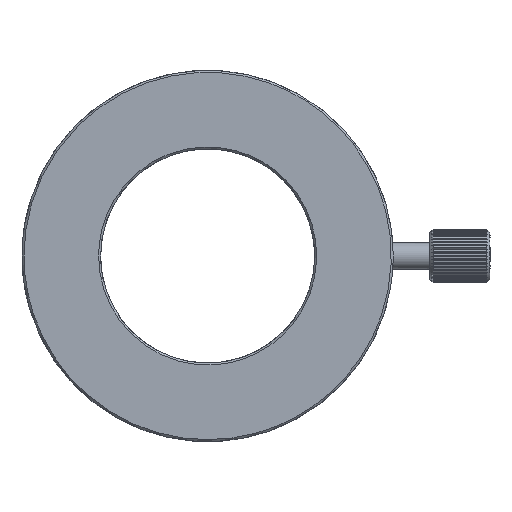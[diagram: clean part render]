
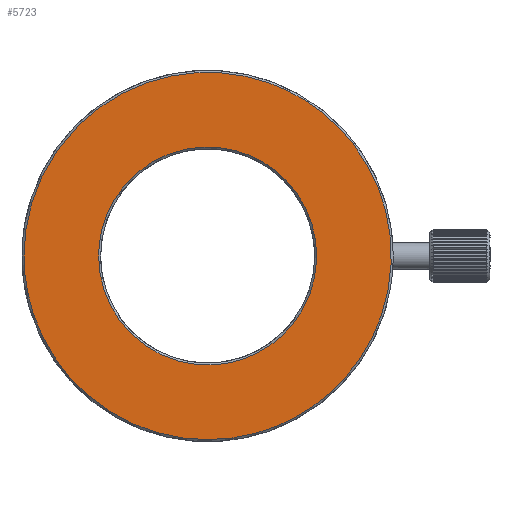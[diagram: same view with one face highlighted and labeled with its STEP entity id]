
A CAD part, left-side view. The second image highlights one B-rep face of the part: STEP entity #5723.
In plain terms, the highlighted free-form (B-spline) face has degree [1, 1] with [2, 2] control points.
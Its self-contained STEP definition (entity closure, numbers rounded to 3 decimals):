
#5668 = VERTEX_POINT('',#5669);
#5669 = CARTESIAN_POINT('',(0.,13.768,0.));
#5695 = EDGE_CURVE('',#5668,#5668,#5696,.T.);
#5696 = ( BOUNDED_CURVE() B_SPLINE_CURVE(2,(#5697,#5698,#5699,#5700,
#5701,#5702,#5703),.UNSPECIFIED.,.T.,.F.) B_SPLINE_CURVE_WITH_KNOTS((3,2
    ,2,3),(3.142,5.236,7.33,9.425),
.PIECEWISE_BEZIER_KNOTS.) CURVE() GEOMETRIC_REPRESENTATION_ITEM() 
RATIONAL_B_SPLINE_CURVE((1.,0.5,1.,0.5,1.,0.5,1.)) REPRESENTATION_ITEM(
  '') );
#5697 = CARTESIAN_POINT('',(0.,13.768,0.));
#5698 = CARTESIAN_POINT('',(0.,13.768,-23.847));
#5699 = CARTESIAN_POINT('',(0.,-6.884,-11.924));
#5700 = CARTESIAN_POINT('',(0.,-27.537,0.));
#5701 = CARTESIAN_POINT('',(0.,-6.884,11.924));
#5702 = CARTESIAN_POINT('',(0.,13.768,23.847));
#5703 = CARTESIAN_POINT('',(0.,13.768,0.));
#5723 = ADVANCED_FACE('',(#5724,#5738),#5741,.T.);
#5724 = FACE_BOUND('',#5725,.T.);
#5725 = EDGE_LOOP('',(#5726));
#5726 = ORIENTED_EDGE('',*,*,#5727,.F.);
#5727 = EDGE_CURVE('',#5728,#5728,#5730,.T.);
#5728 = VERTEX_POINT('',#5729);
#5729 = CARTESIAN_POINT('',(0.,23.187,0.));
#5730 = ( BOUNDED_CURVE() B_SPLINE_CURVE(2,(#5731,#5732,#5733,#5734,
#5735,#5736,#5737),.UNSPECIFIED.,.T.,.F.) B_SPLINE_CURVE_WITH_KNOTS((3,2
    ,2,3),(3.142,5.236,7.33,9.425),
.PIECEWISE_BEZIER_KNOTS.) CURVE() GEOMETRIC_REPRESENTATION_ITEM() 
RATIONAL_B_SPLINE_CURVE((1.,0.5,1.,0.5,1.,0.5,1.)) REPRESENTATION_ITEM(
  '') );
#5731 = CARTESIAN_POINT('',(0.,23.187,0.));
#5732 = CARTESIAN_POINT('',(0.,23.187,40.16));
#5733 = CARTESIAN_POINT('',(0.,-11.593,20.08));
#5734 = CARTESIAN_POINT('',(0.,-46.373,0.));
#5735 = CARTESIAN_POINT('',(0.,-11.593,-20.08));
#5736 = CARTESIAN_POINT('',(0.,23.187,-40.16));
#5737 = CARTESIAN_POINT('',(0.,23.187,0.));
#5738 = FACE_BOUND('',#5739,.T.);
#5739 = EDGE_LOOP('',(#5740));
#5740 = ORIENTED_EDGE('',*,*,#5695,.F.);
#5741 = B_SPLINE_SURFACE_WITH_KNOTS('',1,1,(
    (#5742,#5743)
    ,(#5744,#5745
  )),.UNSPECIFIED.,.F.,.F.,.F.,(2,2),(2,2),(-27.45,27.45),(-55.2,-0.3),
  .PIECEWISE_BEZIER_KNOTS.);
#5742 = CARTESIAN_POINT('',(0.,-23.187,-23.187));
#5743 = CARTESIAN_POINT('',(0.,23.187,-23.187));
#5744 = CARTESIAN_POINT('',(0.,-23.187,23.187));
#5745 = CARTESIAN_POINT('',(0.,23.187,23.187));
